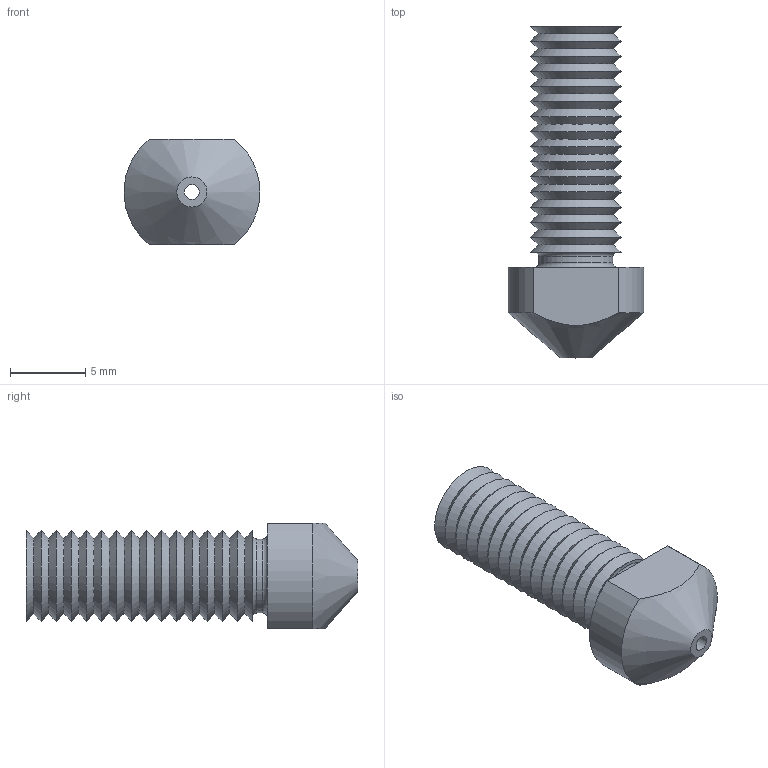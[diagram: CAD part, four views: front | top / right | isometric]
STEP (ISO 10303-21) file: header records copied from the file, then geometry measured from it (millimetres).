
FILE_DESCRIPTION(('FreeCAD Model'),'2;1');
FILE_NAME('Nozzle_long.step', '2015-10-12T11:34:47',('Author'),(''), 'Open CASCADE STEP processor 6.7','FreeCAD','Unknown');
FILE_SCHEMA(('AUTOMOTIVE_DESIGN_CC2 { 1 2 10303 214 -1 1 5 4 }'));
Length unit declared in the file: millimetre
Products named in the file (2): ASSEMBLY; Pocket
Assembly tree (1 placements, depth 2):
  ASSEMBLY
    Pocket
Bounding box: 8.99 x 22 x 7 mm (x, y, z)
Volume: 466 mm3; surface area: 810.4 mm2
Topology: 1 solids, 1 shells, 46 faces, 92 edges, 50 vertices
Faces by surface type: cone 32, plane 6, cylinder 6, torus 2
Full cylindrical faces by diameter (mm): 1 x1, 3.2 x1, 4.9 x1
Entity records: 2417 total; most frequent: DIRECTION 410, CARTESIAN_POINT 404, LINE 204, VECTOR 204, ORIENTED_EDGE 184, PCURVE 184, DEFINITIONAL_REPRESENTATION 184, AXIS2_PLACEMENT_3D 98
